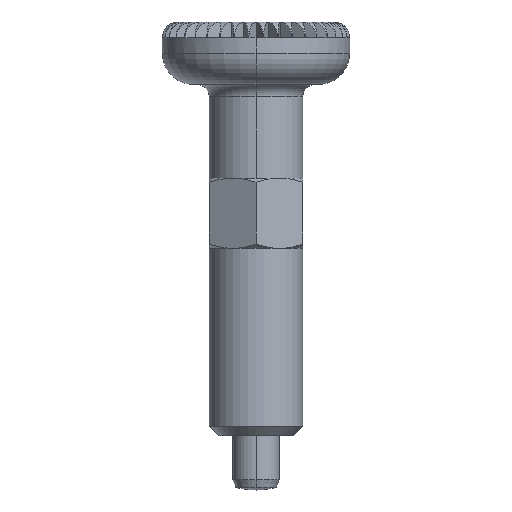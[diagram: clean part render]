
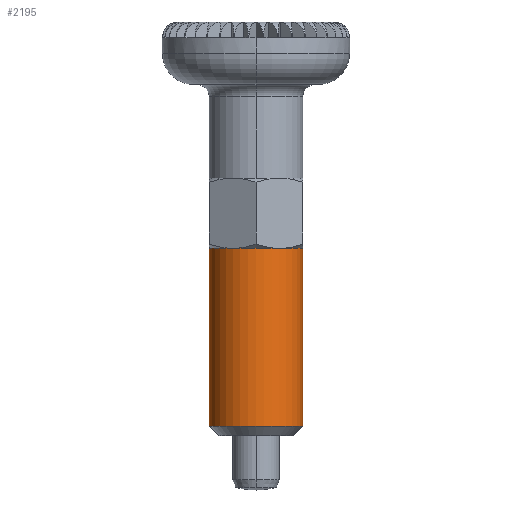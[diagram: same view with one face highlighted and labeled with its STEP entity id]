
A CAD part, left-side view. The second image highlights one B-rep face of the part: STEP entity #2195.
In plain terms, the highlighted cylindrical face has radius 3 mm (diameter 6 mm), a partial arc.
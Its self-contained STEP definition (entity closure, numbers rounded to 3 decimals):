
#919=EDGE_CURVE('',#1111,#1635,#2635,.T.);
#943=VERTEX_POINT('',#2659);
#979=VERTEX_POINT('',#2701);
#1111=VERTEX_POINT('',#2856);
#1205=EDGE_CURVE('',#943,#2325,#2959,.T.);
#1581=EDGE_CURVE('',#2483,#1635,#3386,.T.);
#1635=VERTEX_POINT('',#3446);
#1637=EDGE_CURVE('',#979,#1111,#3448,.T.);
#1837=EDGE_CURVE('',#2483,#943,#3675,.T.);
#2029=EDGE_CURVE('',#2325,#979,#3891,.T.);
#2195=ADVANCED_FACE('',(#4070),#4071,.T.);
#2325=VERTEX_POINT('',#4219);
#2483=VERTEX_POINT('',#4394);
#2635=LINE('',#4581,#4582);
#2659=CARTESIAN_POINT('',(0.,-3.0,0.));
#2701=CARTESIAN_POINT('',(-2.598,1.5,0.));
#2856=CARTESIAN_POINT('',(0.0,3.0,0.0));
#2959=CIRCLE('',#5132,3.0);
#3386=CIRCLE('',#5961,3.0);
#3446=CARTESIAN_POINT('',(0.0,3.0,-11.387));
#3448=CIRCLE('',#6062,3.0);
#3675=LINE('',#6448,#6449);
#3891=CIRCLE('',#6806,3.0);
#4070=FACE_OUTER_BOUND('',#7147,.T.);
#4071=CYLINDRICAL_SURFACE('',#7148,3.0);
#4219=CARTESIAN_POINT('',(-2.598,-1.5,0.));
#4394=CARTESIAN_POINT('',(0.,-3.,-11.387));
#4581=CARTESIAN_POINT('',(0.,3.0,-5.693));
#4582=VECTOR('',#7960,1.0);
#5132=AXIS2_PLACEMENT_3D('',#8382,#8383,#8384);
#5961=AXIS2_PLACEMENT_3D('',#8880,#8881,#8882);
#6062=AXIS2_PLACEMENT_3D('',#8945,#8946,#8947);
#6448=CARTESIAN_POINT('',(0.,-3.0,-5.693));
#6449=VECTOR('',#9225,1.0);
#6806=AXIS2_PLACEMENT_3D('',#9502,#9503,#9504);
#7147=EDGE_LOOP('',(#9680,#9681,#9682,#9683,#9684,#9685));
#7148=AXIS2_PLACEMENT_3D('',#9686,#9687,#9688);
#7960=DIRECTION('',(0.0,0.,-1.0));
#8382=CARTESIAN_POINT('',(0.0,0.0,0.));
#8383=DIRECTION('',(0.0,0.,-1.0));
#8384=DIRECTION('',(0.0,1.0,0.));
#8880=CARTESIAN_POINT('',(0.0,0.,-11.387));
#8881=DIRECTION('',(0.0,0.,-1.0));
#8882=DIRECTION('',(0.0,1.0,0.));
#8945=CARTESIAN_POINT('',(0.0,0.0,0.));
#8946=DIRECTION('',(0.0,0.,-1.0));
#8947=DIRECTION('',(0.0,1.0,0.));
#9225=DIRECTION('',(-0.0,0.,1.0));
#9502=CARTESIAN_POINT('',(0.0,0.0,0.));
#9503=DIRECTION('',(0.0,0.,-1.0));
#9504=DIRECTION('',(0.0,1.0,0.));
#9680=ORIENTED_EDGE('',*,*,#919,.T.);
#9681=ORIENTED_EDGE('',*,*,#1581,.F.);
#9682=ORIENTED_EDGE('',*,*,#1837,.T.);
#9683=ORIENTED_EDGE('',*,*,#1205,.T.);
#9684=ORIENTED_EDGE('',*,*,#2029,.T.);
#9685=ORIENTED_EDGE('',*,*,#1637,.T.);
#9686=CARTESIAN_POINT('',(0.0,0.,-5.693));
#9687=DIRECTION('',(-0.0,0.,1.0));
#9688=DIRECTION('',(0.0,1.0,0.));
